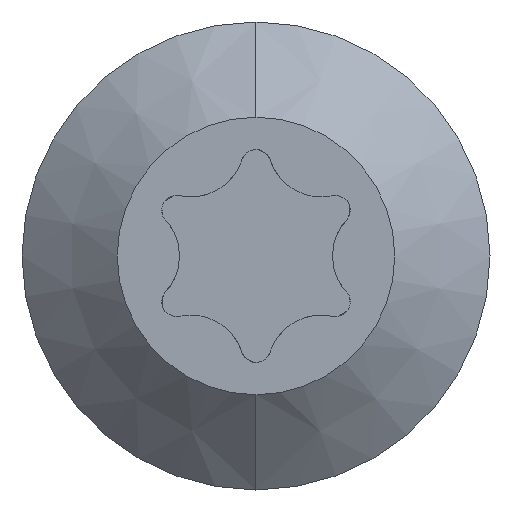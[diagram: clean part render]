
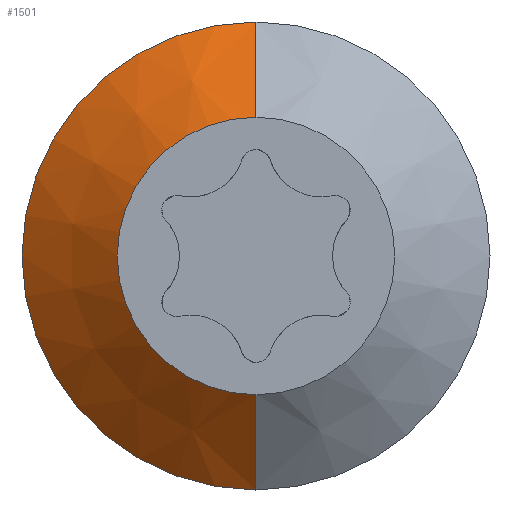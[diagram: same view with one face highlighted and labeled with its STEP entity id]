
A CAD part, left-side view. The second image highlights one B-rep face of the part: STEP entity #1501.
In plain terms, the highlighted conical face has half-angle 50.123 degrees and reference radius 9.7 mm.
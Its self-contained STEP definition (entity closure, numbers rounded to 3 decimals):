
#22 = DIRECTION ( 'NONE',  ( 1., 0., 0. ) ) ;
#44 = DIRECTION ( 'NONE',  ( 1., 0., 0. ) ) ;
#49 = DIRECTION ( 'NONE',  ( 0., 0., -1. ) ) ;
#104 = DIRECTION ( 'NONE',  ( 0.641, 0., 0.767 ) ) ;
#147 = EDGE_CURVE ( 'NONE', #859, #1298, #650, .T. ) ;
#272 = ORIENTED_EDGE ( 'NONE', *, *, #147, .T. ) ;
#311 = VERTEX_POINT ( 'NONE', #626 ) ;
#379 = VERTEX_POINT ( 'NONE', #783 ) ;
#387 = AXIS2_PLACEMENT_3D ( 'NONE', #533, #22, #809 ) ;
#402 = CARTESIAN_POINT ( 'NONE',  ( 3.3, 0., 9.7 ) ) ;
#418 = EDGE_LOOP ( 'NONE', ( #918, #272, #1219, #810 ) ) ;
#433 = VECTOR ( 'NONE', #989, 1000. ) ;
#435 = CARTESIAN_POINT ( 'NONE',  ( 0., 0., 0. ) ) ;
#454 = CARTESIAN_POINT ( 'NONE',  ( 3.3, 0., -9.7 ) ) ;
#465 = DIRECTION ( 'NONE',  ( 0., 0., -1. ) ) ;
#470 = CARTESIAN_POINT ( 'NONE',  ( 3.3, 0., 0. ) ) ;
#533 = CARTESIAN_POINT ( 'NONE',  ( 3.3, 0., 0. ) ) ;
#564 = AXIS2_PLACEMENT_3D ( 'NONE', #435, #831, #465 ) ;
#591 = CONICAL_SURFACE ( 'NONE', #1290, 9.7, 0.875 ) ;
#626 = CARTESIAN_POINT ( 'NONE',  ( 0., 0., -5.75 ) ) ;
#631 = CIRCLE ( 'NONE', #564, 5.75 ) ;
#650 = LINE ( 'NONE', #402, #1444 ) ;
#687 = CARTESIAN_POINT ( 'NONE',  ( 3.3, 0., 9.7 ) ) ;
#757 = EDGE_CURVE ( 'NONE', #311, #379, #913, .T. ) ;
#783 = CARTESIAN_POINT ( 'NONE',  ( 3.3, 0., -9.7 ) ) ;
#809 = DIRECTION ( 'NONE',  ( 0., 0., 1. ) ) ;
#810 = ORIENTED_EDGE ( 'NONE', *, *, #757, .F. ) ;
#831 = DIRECTION ( 'NONE',  ( 1., 0., 0. ) ) ;
#859 = VERTEX_POINT ( 'NONE', #1449 ) ;
#863 = EDGE_CURVE ( 'NONE', #379, #1298, #1487, .T. ) ;
#913 = LINE ( 'NONE', #454, #433 ) ;
#918 = ORIENTED_EDGE ( 'NONE', *, *, #1375, .T. ) ;
#989 = DIRECTION ( 'NONE',  ( 0.641, 0., -0.767 ) ) ;
#1159 = FACE_OUTER_BOUND ( 'NONE', #418, .T. ) ;
#1219 = ORIENTED_EDGE ( 'NONE', *, *, #863, .F. ) ;
#1290 = AXIS2_PLACEMENT_3D ( 'NONE', #470, #44, #49 ) ;
#1298 = VERTEX_POINT ( 'NONE', #687 ) ;
#1375 = EDGE_CURVE ( 'NONE', #311, #859, #631, .T. ) ;
#1444 = VECTOR ( 'NONE', #104, 1000. ) ;
#1449 = CARTESIAN_POINT ( 'NONE',  ( 0., 0., 5.75 ) ) ;
#1487 = CIRCLE ( 'NONE', #387, 9.7 ) ;
#1501 = ADVANCED_FACE ( 'NONE', ( #1159 ), #591, .T. ) ;
